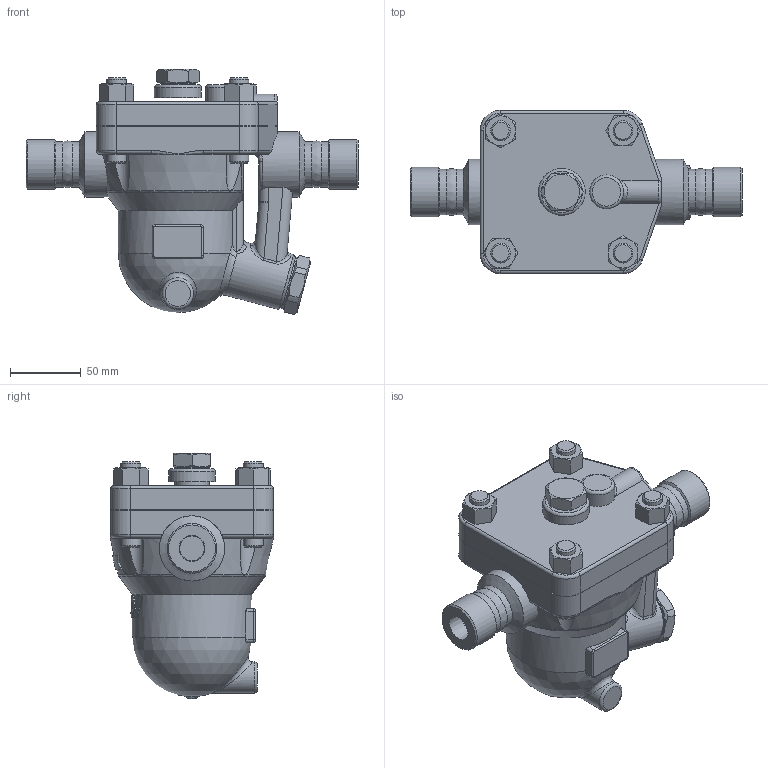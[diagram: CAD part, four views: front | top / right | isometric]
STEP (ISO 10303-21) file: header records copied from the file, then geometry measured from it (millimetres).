
FILE_DESCRIPTION((''),'2;1');
FILE_NAME('j5slp-015-screw-00.stp','2010-08-23T09:01:15',('nakaot'),(''),'Autodesk Inventor 2008','Autodesk Inventor 2008','');
FILE_SCHEMA(('AUTOMOTIVE_DESIGN { 1 0 10303 214 1 1 1 1 }'));
Length unit declared in the file: millimetre
Products named in the file (1): j5slp-015-screw-00
Bounding box: 234 x 115 x 173.12 mm (x, y, z)
Volume: 1432939.5 mm3; surface area: 127096.2 mm2
Topology: 2 solids, 3 shells, 340 faces, 815 edges, 509 vertices
Faces by surface type: plane 116, cylinder 85, bspline 70, cone 52, torus 16, sphere 1
Full cylindrical faces by diameter (mm): 14 x12, 17.475 x1, 21 x1, 22 x1, 24 x1, 32 x3, 33 x1, 35 x1, 38 x1, 40 x1, 46 x2, 80 x1
Entity records: 20080 total; most frequent: CARTESIAN_POINT 13009, ORIENTED_EDGE 1480, DIRECTION 1348, EDGE_CURVE 740, AXIS2_PLACEMENT_3D 564, VERTEX_POINT 494, EDGE_LOOP 438, FACE_OUTER_BOUND 338
